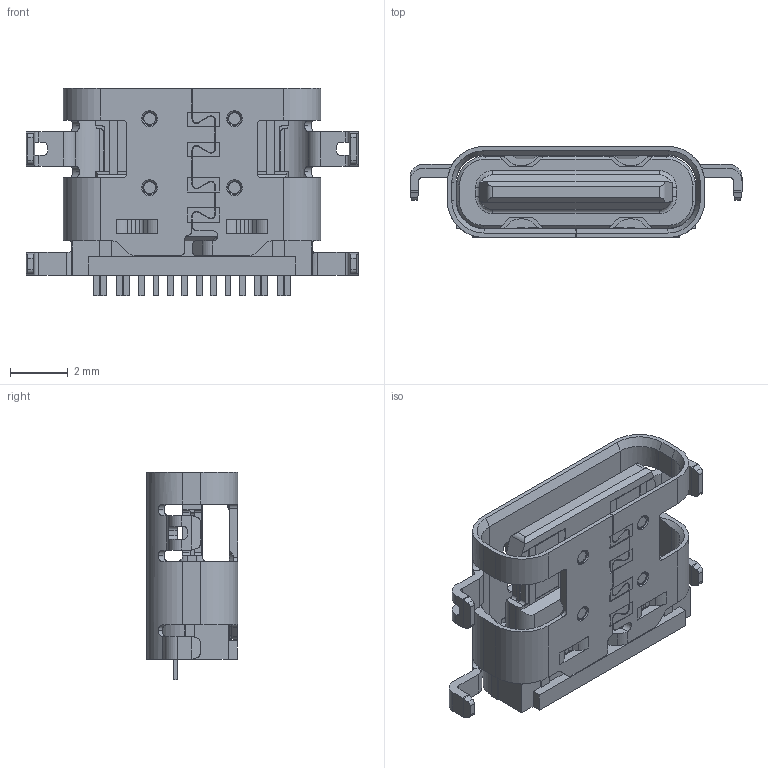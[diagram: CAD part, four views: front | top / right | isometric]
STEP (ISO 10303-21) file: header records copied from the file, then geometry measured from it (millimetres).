
FILE_DESCRIPTION(('STEP AP242'),'1');
FILE_NAME('usb4520-03-1-a.stp','2024-03-04T22:19:46',('TraceParts'),('TraceParts S.A.'),'Spatial InterOp 3D',' ',' ');
FILE_SCHEMA(('AP242_MANAGED_MODEL_BASED_3D_ENGINEERING_MIM_LF {1 0 10303 442 1 1 4}'));
Length unit declared in the file: millimetre
Products named in the file (1): usb4520-03-1-a_1
Bounding box: 11.54 x 3.17 x 7.2 mm (x, y, z)
Volume: 95.5 mm3; surface area: 423.9 mm2
Topology: 2 solids, 2 shells, 956 faces, 2639 edges, 1694 vertices
Faces by surface type: plane 652, cylinder 237, bspline 34, cone 33
Entity records: 32909 total; most frequent: CARTESIAN_POINT 7250, ORIENTED_EDGE 5278, DIRECTION 4891, EDGE_CURVE 2639, LINE 1961, VECTOR 1961, VERTEX_POINT 1694, AXIS2_PLACEMENT_3D 1465
